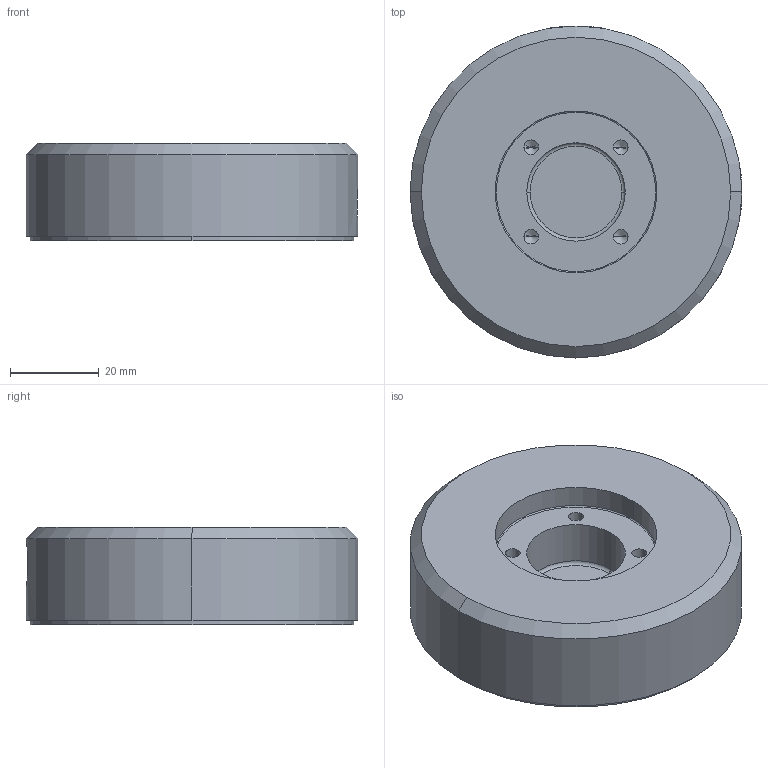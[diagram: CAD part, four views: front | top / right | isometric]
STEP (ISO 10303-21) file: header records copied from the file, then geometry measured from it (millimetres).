
FILE_DESCRIPTION (( 'STEP AP214' ), '1' );
FILE_NAME ('S207501.STEP', '2019-08-23T19:34:34', ( '' ), ( '' ), 'SwSTEP 2.0', 'SolidWorks 2019', '' );
FILE_SCHEMA (( 'AUTOMOTIVE_DESIGN' ));
Length unit declared in the file: inch
Products named in the file (1): S207501
Bounding box: 74.93 x 74.93 x 22 mm (x, y, z)
Volume: 80849.6 mm3; surface area: 23858 mm2
Topology: 2 solids, 2 shells, 69 faces, 156 edges, 91 vertices
Faces by surface type: cylinder 36, cone 17, plane 12, torus 4
Entity records: 3013 total; most frequent: CARTESIAN_POINT 529, DIRECTION 351, ORIENTED_EDGE 288, AXIS2_PLACEMENT_3D 149, EDGE_CURVE 144, VERTEX_POINT 91, EDGE_LOOP 85, CIRCLE 79
